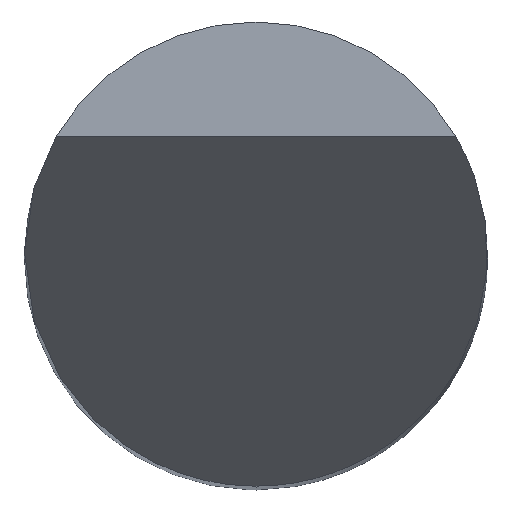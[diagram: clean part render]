
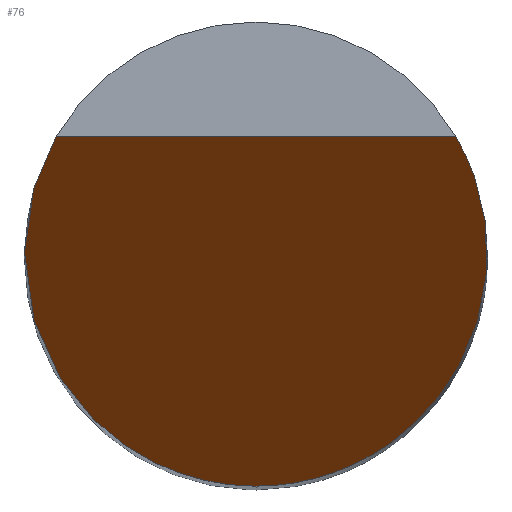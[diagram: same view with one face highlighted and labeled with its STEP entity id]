
A CAD part, top view. The second image highlights one B-rep face of the part: STEP entity #76.
In plain terms, the highlighted planar face has unit normal (0, -0.866, 0.5).
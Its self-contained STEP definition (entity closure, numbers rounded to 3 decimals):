
#47=PLANE('',#422);
#60=(
BOUNDED_CURVE()
B_SPLINE_CURVE(3,(#567,#568,#569,#570),.UNSPECIFIED.,.F.,.F.)
B_SPLINE_CURVE_WITH_KNOTS((4,4),(0.,1.),.UNSPECIFIED.)
CURVE()
GEOMETRIC_REPRESENTATION_ITEM()
RATIONAL_B_SPLINE_CURVE((1.,0.665,0.665,1.))
REPRESENTATION_ITEM('')
);
#63=(
BOUNDED_CURVE()
B_SPLINE_CURVE(3,(#676,#677,#678,#679),.UNSPECIFIED.,.F.,.F.)
B_SPLINE_CURVE_WITH_KNOTS((4,4),(0.,1.),.UNSPECIFIED.)
CURVE()
GEOMETRIC_REPRESENTATION_ITEM()
RATIONAL_B_SPLINE_CURVE((1.,0.665,0.665,1.))
REPRESENTATION_ITEM('')
);
#76=ADVANCED_FACE('',(#102),#47,.F.);
#102=FACE_OUTER_BOUND('',#124,.T.);
#124=EDGE_LOOP('',(#216,#217,#218));
#142=LINE('',#715,#154);
#154=VECTOR('',#483,1.);
#216=ORIENTED_EDGE('',*,*,#291,.T.);
#217=ORIENTED_EDGE('',*,*,#311,.T.);
#218=ORIENTED_EDGE('',*,*,#319,.T.);
#260=VERTEX_POINT('',#566);
#261=VERTEX_POINT('',#571);
#276=VERTEX_POINT('',#675);
#291=EDGE_CURVE('',#261,#260,#60,.T.);
#311=EDGE_CURVE('',#260,#276,#63,.T.);
#319=EDGE_CURVE('',#276,#261,#142,.T.);
#422=AXIS2_PLACEMENT_3D('',#717,#486,#487);
#483=DIRECTION('',(-1.,0.,0.));
#486=DIRECTION('',(0.,0.866,-0.5));
#487=DIRECTION('',(0.,0.5,0.866));
#566=CARTESIAN_POINT('',(0.,-2.,-3.464));
#567=CARTESIAN_POINT('',(-1.726,1.01,1.75));
#568=CARTESIAN_POINT('',(-2.605,-0.491,-0.85));
#569=CARTESIAN_POINT('',(-1.74,-2.,-3.464));
#570=CARTESIAN_POINT('',(0.,-2.,-3.464));
#571=CARTESIAN_POINT('',(-1.726,1.01,1.75));
#675=CARTESIAN_POINT('',(1.726,1.01,1.75));
#676=CARTESIAN_POINT('',(0.,-2.,-3.464));
#677=CARTESIAN_POINT('',(1.74,-2.,-3.464));
#678=CARTESIAN_POINT('',(2.605,-0.491,-0.85));
#679=CARTESIAN_POINT('',(1.726,1.01,1.75));
#715=CARTESIAN_POINT('',(0.,1.01,1.75));
#717=CARTESIAN_POINT('',(2.,-2.,-3.464));
